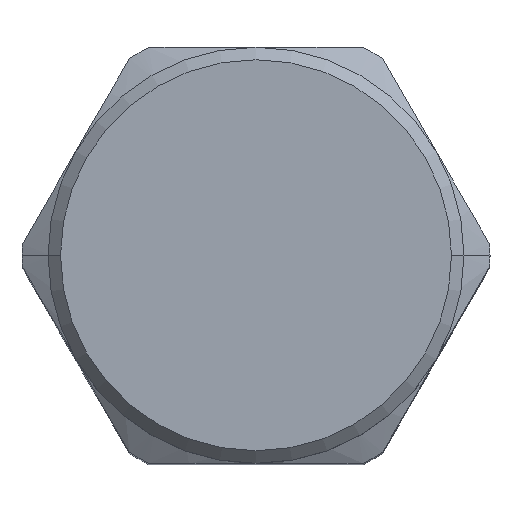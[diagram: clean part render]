
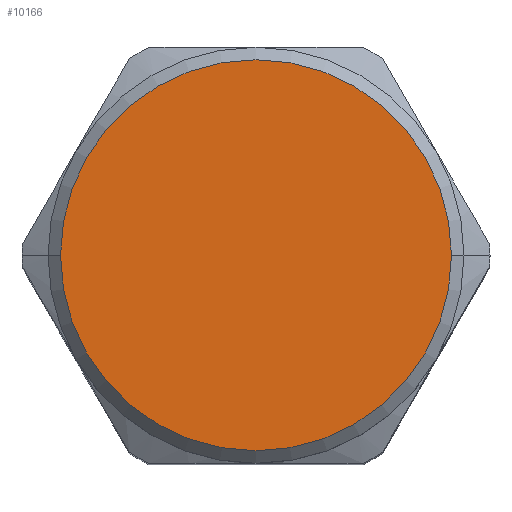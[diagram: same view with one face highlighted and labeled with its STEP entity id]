
A CAD part, top view. The second image highlights one B-rep face of the part: STEP entity #10166.
In plain terms, the highlighted planar face has unit normal (0, 0, 1).
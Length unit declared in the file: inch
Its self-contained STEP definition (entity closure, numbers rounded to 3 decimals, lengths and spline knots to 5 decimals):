
#7657=CARTESIAN_POINT('',(0.,0.,4.243));
#7658=DIRECTION('',(0.,0.,1.));
#7659=DIRECTION('',(-1.,0.,0.));
#7660=AXIS2_PLACEMENT_3D('',#7657,#7658,#7659);
#7662=CARTESIAN_POINT('',(0.,0.,4.243));
#7663=DIRECTION('',(0.,0.,1.));
#7664=DIRECTION('',(1.,0.,0.));
#7665=AXIS2_PLACEMENT_3D('',#7662,#7663,#7664);
#8323=CARTESIAN_POINT('',(-0.47,0.,4.243));
#8324=CARTESIAN_POINT('',(0.47,0.,4.243));
#8325=VERTEX_POINT('',#8323);
#8326=VERTEX_POINT('',#8324);
#10156=CARTESIAN_POINT('',(0.,0.,4.243));
#10157=DIRECTION('',(0.,0.,-1.));
#10158=DIRECTION('',(1.,0.,0.));
#10159=AXIS2_PLACEMENT_3D('',#10156,#10157,#10158);
#10160=PLANE('',#10159);
#10161=ORIENTED_EDGE('',*,*,#10146,.F.);
#10163=ORIENTED_EDGE('',*,*,#10162,.F.);
#10164=EDGE_LOOP('',(#10161,#10163));
#10165=FACE_OUTER_BOUND('',#10164,.F.);
#10166=ADVANCED_FACE('',(#10165),#10160,.F.);
#7661=CIRCLE('',#7660,0.47);
#7666=CIRCLE('',#7665,0.47);
#10146=EDGE_CURVE('',#8325,#8326,#7661,.T.);
#10162=EDGE_CURVE('',#8326,#8325,#7666,.T.);
